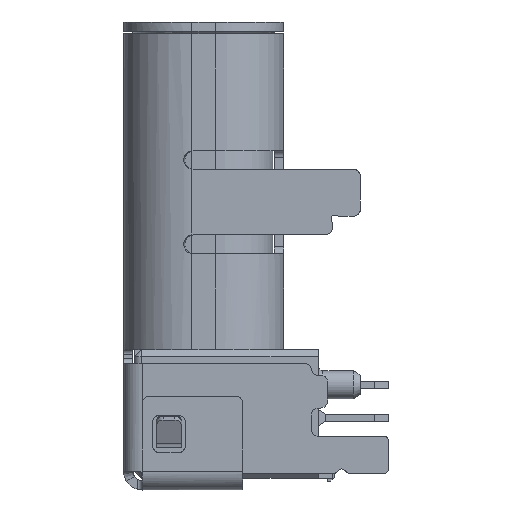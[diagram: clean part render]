
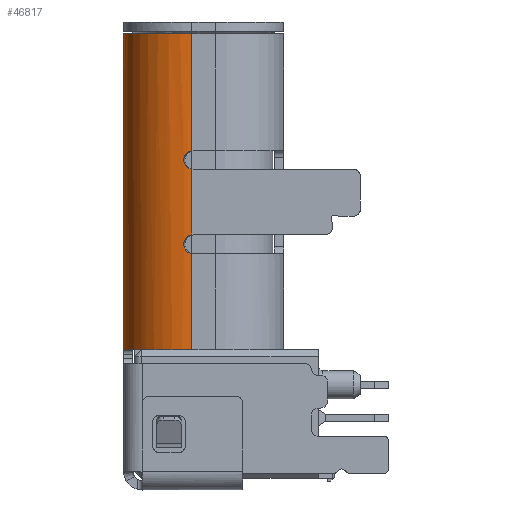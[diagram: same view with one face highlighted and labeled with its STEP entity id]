
A CAD part, left-side view. The second image highlights one B-rep face of the part: STEP entity #46817.
In plain terms, the highlighted cylindrical face has radius 1.46 mm (diameter 2.92 mm), a partial arc.
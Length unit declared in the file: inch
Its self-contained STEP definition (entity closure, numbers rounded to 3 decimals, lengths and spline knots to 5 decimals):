
#1575 = CIRCLE ( 'NONE', #50298, 0.05748 ) ;
#1780 = VERTEX_POINT ( 'NONE', #44321 ) ;
#2927 = EDGE_CURVE ( 'NONE', #34349, #35214, #14655, .T. ) ;
#3044 = CARTESIAN_POINT ( 'NONE',  ( -0.1811, 0.02126, -0.00991 ) ) ;
#3047 = CARTESIAN_POINT ( 'NONE',  ( -0.12362, 0.02126, 0.08858 ) ) ;
#3370 = CARTESIAN_POINT ( 'NONE',  ( -0.1811, 0.02126, -0.02552 ) ) ;
#4517 = DIRECTION ( 'NONE',  ( 1., 0., 0. ) ) ;
#5679 = DIRECTION ( 'NONE',  ( 1., 0., 0. ) ) ;
#6046 = EDGE_CURVE ( 'NONE', #47326, #1780, #29795, .T. ) ;
#6352 = CARTESIAN_POINT ( 'NONE',  ( -0.18069, 0.02809, -0.08951 ) ) ;
#6557 = EDGE_CURVE ( 'NONE', #19591, #47326, #41517, .T. ) ;
#7272 = EDGE_CURVE ( 'NONE', #28682, #34349, #20159, .T. ) ;
#7346 = EDGE_CURVE ( 'NONE', #24178, #19591, #40342, .T. ) ;
#7507 = DIRECTION ( 'NONE',  ( 1., 0., 0. ) ) ;
#7683 = CARTESIAN_POINT ( 'NONE',  ( -0.16614, 0.05994, -0.17717 ) ) ;
#7827 = DIRECTION ( 'NONE',  ( 0., 0., 1. ) ) ;
#8176 = CARTESIAN_POINT ( 'NONE',  ( -0.18069, 0.02811, -0.01679 ) ) ;
#8924 = CARTESIAN_POINT ( 'NONE',  ( -0.1811, 0.02323, -0.08103 ) ) ;
#9818 = ORIENTED_EDGE ( 'NONE', *, *, #34208, .T. ) ;
#9823 = VERTEX_POINT ( 'NONE', #31713 ) ;
#10672 = CARTESIAN_POINT ( 'NONE',  ( -0.1811, 0.02322, -0.02527 ) ) ;
#11855 = CARTESIAN_POINT ( 'NONE',  ( -0.1811, 0.02126, 0.08858 ) ) ;
#11988 = EDGE_CURVE ( 'NONE', #13327, #1780, #35817, .T. ) ;
#12442 = CARTESIAN_POINT ( 'NONE',  ( -0.12362, 0.02126, -0.17717 ) ) ;
#13002 = CARTESIAN_POINT ( 'NONE',  ( -0.1811, 0.02126, -0.08071 ) ) ;
#13024 = CARTESIAN_POINT ( 'NONE',  ( -0.1623, 0.06378, -0.17717 ) ) ;
#13103 = ORIENTED_EDGE ( 'NONE', *, *, #2927, .T. ) ;
#13104 = CARTESIAN_POINT ( 'NONE',  ( -0.18079, 0.02728, -0.09225 ) ) ;
#13327 = VERTEX_POINT ( 'NONE', #3370 ) ;
#13347 = DIRECTION ( 'NONE',  ( 0., 0., 1. ) ) ;
#14149 = EDGE_CURVE ( 'NONE', #13327, #28682, #19303, .T. ) ;
#14655 = CIRCLE ( 'NONE', #25608, 0.05748 ) ;
#14911 = CARTESIAN_POINT ( 'NONE',  ( -0.18071, 0.02794, -0.01586 ) ) ;
#15008 = ORIENTED_EDGE ( 'NONE', *, *, #26079, .T. ) ;
#15253 = LINE ( 'NONE', #44938, #26994 ) ;
#15648 = CARTESIAN_POINT ( 'NONE',  ( -0.18084, 0.0268, -0.08413 ) ) ;
#15647 = CARTESIAN_POINT ( 'NONE',  ( -0.12539, 0.07875, -0.17717 ) ) ;
#17422 = CARTESIAN_POINT ( 'NONE',  ( -0.18084, 0.0268, -0.02218 ) ) ;
#19303 = B_SPLINE_CURVE_WITH_KNOTS ( 'NONE', 3,
 ( #33449, #10672, #40289, #17422, #47137, #24205, #30961, #8176, #14911, #44578, #21699, #51421, #28452, #46267 ),
 .UNSPECIFIED., .F., .F.,
 ( 4, 2, 2, 2, 2, 2, 4 ),
 ( 0., 0.25, 0.375, 0.5, 0.625, 0.75, 1. ),
 .UNSPECIFIED. ) ;
#19591 = VERTEX_POINT ( 'NONE', #36357 ) ;
#19920 = CARTESIAN_POINT ( 'NONE',  ( -0.181, 0.02487, -0.09524 ) ) ;
#20014 = EDGE_CURVE ( 'NONE', #20857, #24178, #46778, .T. ) ;
#20159 = LINE ( 'NONE', #43037, #24775 ) ;
#20857 = VERTEX_POINT ( 'NONE', #13024 ) ;
#21699 = CARTESIAN_POINT ( 'NONE',  ( -0.18084, 0.0268, -0.01326 ) ) ;
#22456 = CARTESIAN_POINT ( 'NONE',  ( -0.18071, 0.02794, -0.08673 ) ) ;
#22455 = CARTESIAN_POINT ( 'NONE',  ( -0.12362, 0.07874, -0.1811 ) ) ;
#24178 = VERTEX_POINT ( 'NONE', #7683 ) ;
#24205 = CARTESIAN_POINT ( 'NONE',  ( -0.18072, 0.02793, -0.01965 ) ) ;
#24775 = VECTOR ( 'NONE', #13347, 39.37008 ) ;
#25051 = ORIENTED_EDGE ( 'NONE', *, *, #7346, .T. ) ;
#25073 = VERTEX_POINT ( 'NONE', #39827 ) ;
#25608 = AXIS2_PLACEMENT_3D ( 'NONE', #3047, #25952, #48896 ) ;
#25952 = DIRECTION ( 'NONE',  ( 0., 0., -1. ) ) ;
#26079 = EDGE_CURVE ( 'NONE', #35214, #9823, #15253, .T. ) ;
#26675 = CARTESIAN_POINT ( 'NONE',  ( -0.1811, 0.02126, -0.09639 ) ) ;
#26994 = VECTOR ( 'NONE', #51794, 39.37008 ) ;
#27434 = DIRECTION ( 'NONE',  ( 0., 0., 1. ) ) ;
#27805 = CYLINDRICAL_SURFACE ( 'NONE', #30505, 0.05748 ) ;
#28452 = CARTESIAN_POINT ( 'NONE',  ( -0.1811, 0.02323, -0.01017 ) ) ;
#28682 = VERTEX_POINT ( 'NONE', #3044 ) ;
#29205 = CARTESIAN_POINT ( 'NONE',  ( -0.18069, 0.02811, -0.08765 ) ) ;
#29644 = VECTOR ( 'NONE', #42696, 39.37008 ) ;
#29795 = B_SPLINE_CURVE_WITH_KNOTS ( 'NONE', 3,
 ( #26675, #49616, #19920, #42800, #13104, #35921, #6352, #29205, #22456, #45332, #15648, #38485, #8924, #31718 ),
 .UNSPECIFIED., .F., .F.,
 ( 4, 2, 2, 2, 2, 2, 4 ),
 ( 0., 0.25, 0.375, 0.5, 0.625, 0.75, 1. ),
 .UNSPECIFIED. ) ;
#29828 = EDGE_CURVE ( 'NONE', #25073, #20857, #1575, .T. ) ;
#30018 = ORIENTED_EDGE ( 'NONE', *, *, #29828, .T. ) ;
#30126 = CARTESIAN_POINT ( 'NONE',  ( -0.12362, 0.07874, 0.08858 ) ) ;
#30247 = ORIENTED_EDGE ( 'NONE', *, *, #20014, .T. ) ;
#30505 = AXIS2_PLACEMENT_3D ( 'NONE', #50776, #37046, #7507 ) ;
#30634 = CARTESIAN_POINT ( 'NONE',  ( -0.12362, 0.02126, -0.17717 ) ) ;
#30961 = CARTESIAN_POINT ( 'NONE',  ( -0.18069, 0.02809, -0.01865 ) ) ;
#31713 = CARTESIAN_POINT ( 'NONE',  ( -0.12362, 0.07874, -0.1811 ) ) ;
#31718 = CARTESIAN_POINT ( 'NONE',  ( -0.1811, 0.02126, -0.08078 ) ) ;
#33449 = CARTESIAN_POINT ( 'NONE',  ( -0.1811, 0.02126, -0.02552 ) ) ;
#33455 = VECTOR ( 'NONE', #34659, 39.37008 ) ;
#33729 = EDGE_LOOP ( 'NONE', ( #40249, #13103, #15008, #9818, #30018, #30247, #25051, #46306, #36141, #47136, #44592 ) ) ;
#34208 = EDGE_CURVE ( 'NONE', #9823, #25073, #37787, .T. ) ;
#34349 = VERTEX_POINT ( 'NONE', #36761 ) ;
#34659 = DIRECTION ( 'NONE',  ( 0., 0., 1. ) ) ;
#35214 = VERTEX_POINT ( 'NONE', #30126 ) ;
#35257 = DIRECTION ( 'NONE',  ( 0., 0., 1. ) ) ;
#35817 = LINE ( 'NONE', #13002, #29644 ) ;
#35921 = CARTESIAN_POINT ( 'NONE',  ( -0.18072, 0.02793, -0.09052 ) ) ;
#36141 = ORIENTED_EDGE ( 'NONE', *, *, #6046, .T. ) ;
#36357 = CARTESIAN_POINT ( 'NONE',  ( -0.1811, 0.02126, -0.17717 ) ) ;
#36761 = CARTESIAN_POINT ( 'NONE',  ( -0.1811, 0.02126, 0.08858 ) ) ;
#37046 = DIRECTION ( 'NONE',  ( 0., 0., 1. ) ) ;
#37289 = AXIS2_PLACEMENT_3D ( 'NONE', #50386, #27434, #4517 ) ;
#37371 = DIRECTION ( 'NONE',  ( 1., 0., 0. ) ) ;
#37787 = B_SPLINE_CURVE_WITH_KNOTS ( 'NONE', 3,
 ( #22455, #45331, #15647, #38484 ),
 .UNSPECIFIED., .F., .F.,
 ( 4, 4 ),
 ( 0., 1. ),
 .UNSPECIFIED. ) ;
#38485 = CARTESIAN_POINT ( 'NONE',  ( -0.181, 0.02486, -0.0819 ) ) ;
#38484 = CARTESIAN_POINT ( 'NONE',  ( -0.12756, 0.07861, -0.17717 ) ) ;
#38771 = FACE_OUTER_BOUND ( 'NONE', #33729, .T. ) ;
#39827 = CARTESIAN_POINT ( 'NONE',  ( -0.12756, 0.07861, -0.17717 ) ) ;
#40249 = ORIENTED_EDGE ( 'NONE', *, *, #7272, .T. ) ;
#40289 = CARTESIAN_POINT ( 'NONE',  ( -0.181, 0.02487, -0.02438 ) ) ;
#40342 = CIRCLE ( 'NONE', #49820, 0.05748 ) ;
#41517 = LINE ( 'NONE', #11855, #33455 ) ;
#42354 = CARTESIAN_POINT ( 'NONE',  ( -0.1811, 0.02126, -0.09639 ) ) ;
#42696 = DIRECTION ( 'NONE',  ( 0., 0., -1. ) ) ;
#42800 = CARTESIAN_POINT ( 'NONE',  ( -0.18084, 0.0268, -0.09305 ) ) ;
#43037 = CARTESIAN_POINT ( 'NONE',  ( -0.1811, 0.02126, 0.08858 ) ) ;
#44321 = CARTESIAN_POINT ( 'NONE',  ( -0.1811, 0.02126, -0.08078 ) ) ;
#44578 = CARTESIAN_POINT ( 'NONE',  ( -0.18079, 0.02726, -0.01405 ) ) ;
#44592 = ORIENTED_EDGE ( 'NONE', *, *, #14149, .T. ) ;
#44938 = CARTESIAN_POINT ( 'NONE',  ( -0.12362, 0.07874, 0.08858 ) ) ;
#45332 = CARTESIAN_POINT ( 'NONE',  ( -0.18079, 0.02726, -0.08491 ) ) ;
#45331 = CARTESIAN_POINT ( 'NONE',  ( -0.12364, 0.07874, -0.17891 ) ) ;
#46267 = CARTESIAN_POINT ( 'NONE',  ( -0.1811, 0.02126, -0.00991 ) ) ;
#46306 = ORIENTED_EDGE ( 'NONE', *, *, #6557, .T. ) ;
#46778 = CIRCLE ( 'NONE', #37289, 0.05748 ) ;
#46817 = ADVANCED_FACE ( 'NONE', ( #38771 ), #27805, .T. ) ;
#47136 = ORIENTED_EDGE ( 'NONE', *, *, #11988, .F. ) ;
#47137 = CARTESIAN_POINT ( 'NONE',  ( -0.18079, 0.02728, -0.02138 ) ) ;
#47326 = VERTEX_POINT ( 'NONE', #42354 ) ;
#48896 = DIRECTION ( 'NONE',  ( 1., 0., 0. ) ) ;
#49616 = CARTESIAN_POINT ( 'NONE',  ( -0.1811, 0.02322, -0.09613 ) ) ;
#49820 = AXIS2_PLACEMENT_3D ( 'NONE', #12442, #35257, #5679 ) ;
#50298 = AXIS2_PLACEMENT_3D ( 'NONE', #30634, #7827, #37371 ) ;
#50386 = CARTESIAN_POINT ( 'NONE',  ( -0.12362, 0.02126, -0.17717 ) ) ;
#50776 = CARTESIAN_POINT ( 'NONE',  ( -0.12362, 0.02126, 0.08858 ) ) ;
#51421 = CARTESIAN_POINT ( 'NONE',  ( -0.181, 0.02486, -0.01104 ) ) ;
#51794 = DIRECTION ( 'NONE',  ( 0., 0., -1. ) ) ;
